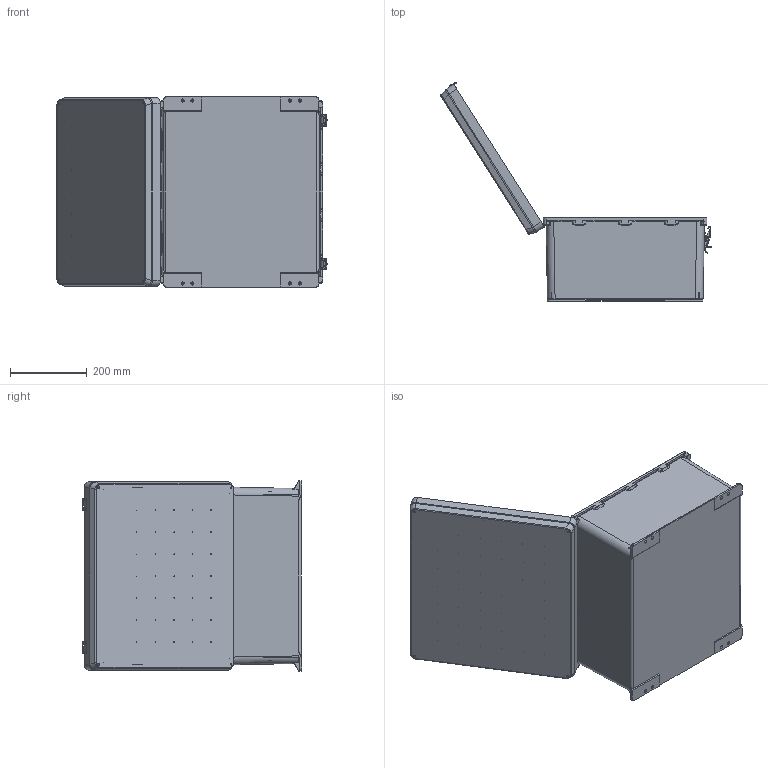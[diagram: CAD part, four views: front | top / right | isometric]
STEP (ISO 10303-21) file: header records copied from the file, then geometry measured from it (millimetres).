
FILE_DESCRIPTION (( 'STEP AP214' ), '1' );
FILE_NAME ('TEF181608-KIT.STEP', '2019-05-08T17:45:01', ( '' ), ( '' ), 'SwSTEP 2.0', 'SolidWorks 2018', '' );
FILE_SCHEMA (( 'AUTOMOTIVE_DESIGN' ));
Length unit declared in the file: inch
Products named in the file (8): 10-32 NEMA PLATE SCREW; NB181608-DoorClasp-1; NB181608-Lid; NB181608-Hinge; TEF181608-KIT; HGX-NPLATE04; NB181608-Box; NB181608-DoorClasp-2
Assembly tree (13 placements, depth 2):
  TEF181608-KIT
    NB181608-Box
    NB181608-Hinge  x2
    NB181608-Lid
    NB181608-DoorClasp-1  x2
    NB181608-DoorClasp-2  x2
    HGX-NPLATE04
    10-32 NEMA PLATE SCREW  x4
Bounding box: 703.32 x 571.16 x 495 mm (x, y, z)
Volume: 3500591.9 mm3; surface area: 2131234.6 mm2
Topology: 19 solids, 19 shells, 1894 faces, 4984 edges, 3102 vertices
Faces by surface type: cylinder 752, plane 674, cone 216, bspline 168, torus 84
Entity records: 47640 total; most frequent: CARTESIAN_POINT 16969, ORIENTED_EDGE 6560, DIRECTION 5728, EDGE_CURVE 3280, VERTEX_POINT 2067, AXIS2_PLACEMENT_3D 2030, LINE 1668, VECTOR 1668
